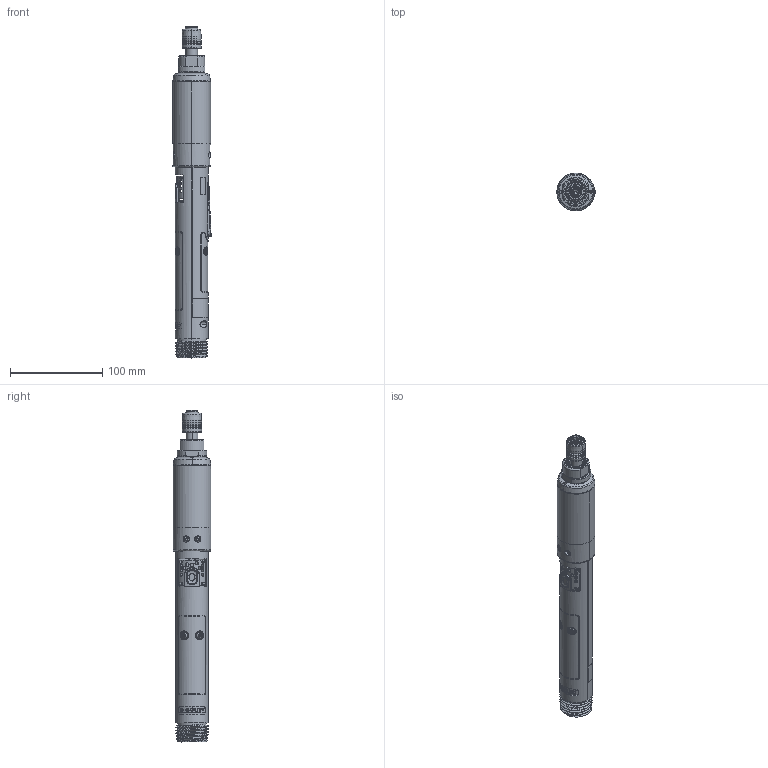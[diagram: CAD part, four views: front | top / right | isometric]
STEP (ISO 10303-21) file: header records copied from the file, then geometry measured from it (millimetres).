
FILE_DESCRIPTION((''),'2;1');
FILE_NAME('EB12LP-2','2017-07-25T',('KMO1124'),(''),'PRO/ENGINEER BY PARAMETRIC TECHNOLOGY CORPORATION, 2010430','PRO/ENGINEER BY PARAMETRIC TECHNOLOGY CORPORATION, 2010430','');
FILE_SCHEMA(('CONFIG_CONTROL_DESIGN'));
Products named in the file (1): EB12LP-2
Bounding box: 41.44 x 40.77 x 359.32 mm (x, y, z)
Surface area: 100839.1 mm2 (no closed solid volume)
Topology: 0 solids, 125 shells, 2411 faces, 8670 edges, 6140 vertices
Faces by surface type: cylinder 791, plane 772, bspline 457, cone 185, torus 121, sphere 43, extrusion 42
Entity records: 140508 total; most frequent: CARTESIAN_POINT 76280, ORIENTED_EDGE 13349, DIRECTION 10707, EDGE_CURVE 8662, VERTEX_POINT 6140, AXIS2_PLACEMENT_3D 3732, B_SPLINE_CURVE_WITH_KNOTS 3683, VECTOR 3243
